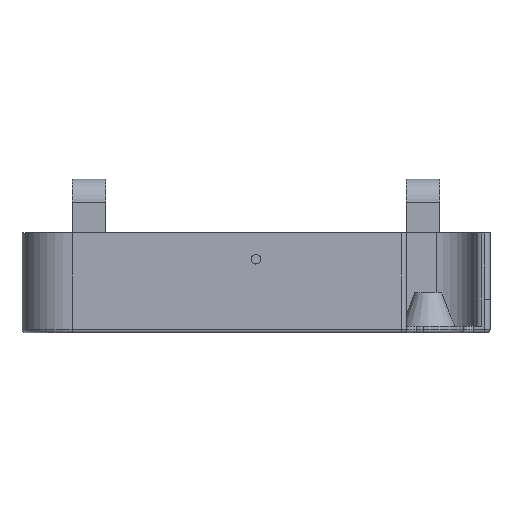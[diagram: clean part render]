
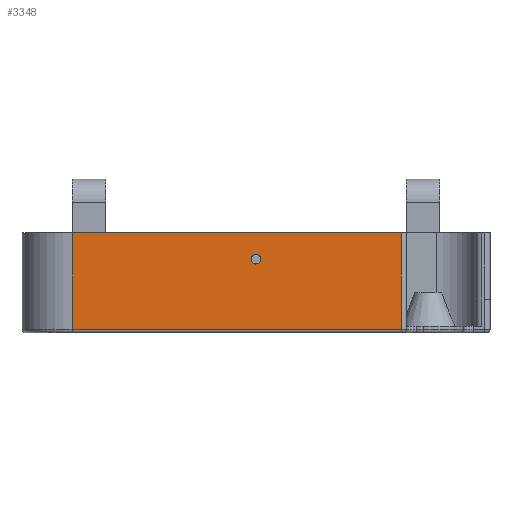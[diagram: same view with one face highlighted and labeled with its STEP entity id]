
A CAD part, left-side view. The second image highlights one B-rep face of the part: STEP entity #3348.
In plain terms, the highlighted planar face has unit normal (-1, 0, 0).
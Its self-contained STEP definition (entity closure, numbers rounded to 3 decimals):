
#782 = PLANE('',#783);
#783 = AXIS2_PLACEMENT_3D('',#784,#785,#786);
#784 = CARTESIAN_POINT('',(-55.,-70.,30.));
#785 = DIRECTION('',(0.,0.,1.));
#786 = DIRECTION('',(1.,0.,0.));
#915 = CYLINDRICAL_SURFACE('',#916,1.);
#916 = AXIS2_PLACEMENT_3D('',#917,#918,#919);
#917 = CARTESIAN_POINT('',(-54.,-45.,1.));
#918 = DIRECTION('',(0.,1.,0.));
#919 = DIRECTION('',(-1.,0.,0.));
#1914 = EDGE_CURVE('',#1915,#1917,#1919,.T.);
#1915 = VERTEX_POINT('',#1916);
#1916 = CARTESIAN_POINT('',(-55.,-43.5,30.));
#1917 = VERTEX_POINT('',#1918);
#1918 = CARTESIAN_POINT('',(-55.,55.,30.));
#1919 = SURFACE_CURVE('',#1920,(#1924,#1931),.PCURVE_S1.);
#1920 = LINE('',#1921,#1922);
#1921 = CARTESIAN_POINT('',(-55.,-70.,30.));
#1922 = VECTOR('',#1923,1.);
#1923 = DIRECTION('',(0.,1.,0.));
#1924 = PCURVE('',#782,#1925);
#1925 = DEFINITIONAL_REPRESENTATION('',(#1926),#1930);
#1926 = LINE('',#1927,#1928);
#1927 = CARTESIAN_POINT('',(0.,0.));
#1928 = VECTOR('',#1929,1.);
#1929 = DIRECTION('',(0.,1.));
#1930 = ( GEOMETRIC_REPRESENTATION_CONTEXT(2) 
PARAMETRIC_REPRESENTATION_CONTEXT() REPRESENTATION_CONTEXT('2D SPACE',''
  ) );
#1931 = PCURVE('',#1932,#1937);
#1932 = PLANE('',#1933);
#1933 = AXIS2_PLACEMENT_3D('',#1934,#1935,#1936);
#1934 = CARTESIAN_POINT('',(-55.,-70.,0.));
#1935 = DIRECTION('',(1.,0.,0.));
#1936 = DIRECTION('',(0.,0.,1.));
#1937 = DEFINITIONAL_REPRESENTATION('',(#1938),#1942);
#1938 = LINE('',#1939,#1940);
#1939 = CARTESIAN_POINT('',(30.,0.));
#1940 = VECTOR('',#1941,1.);
#1941 = DIRECTION('',(0.,-1.));
#1942 = ( GEOMETRIC_REPRESENTATION_CONTEXT(2) 
PARAMETRIC_REPRESENTATION_CONTEXT() REPRESENTATION_CONTEXT('2D SPACE',''
  ) );
#1961 = CYLINDRICAL_SURFACE('',#1962,1.5);
#1962 = AXIS2_PLACEMENT_3D('',#1963,#1964,#1965);
#1963 = CARTESIAN_POINT('',(-53.5,-43.5,0.));
#1964 = DIRECTION('',(0.,0.,1.));
#1965 = DIRECTION('',(-1.,0.,0.));
#2403 = CYLINDRICAL_SURFACE('',#2404,15.);
#2404 = AXIS2_PLACEMENT_3D('',#2405,#2406,#2407);
#2405 = CARTESIAN_POINT('',(-40.,55.,0.));
#2406 = DIRECTION('',(0.,0.,1.));
#2407 = DIRECTION('',(-1.,0.,0.));
#2467 = VERTEX_POINT('',#2468);
#2468 = CARTESIAN_POINT('',(-55.,-43.5,1.));
#2490 = VERTEX_POINT('',#2491);
#2491 = CARTESIAN_POINT('',(-55.,55.,1.));
#2511 = EDGE_CURVE('',#2467,#2490,#2512,.T.);
#2512 = SURFACE_CURVE('',#2513,(#2517,#2524),.PCURVE_S1.);
#2513 = LINE('',#2514,#2515);
#2514 = CARTESIAN_POINT('',(-55.,-45.,1.));
#2515 = VECTOR('',#2516,1.);
#2516 = DIRECTION('',(0.,1.,0.));
#2517 = PCURVE('',#915,#2518);
#2518 = DEFINITIONAL_REPRESENTATION('',(#2519),#2523);
#2519 = LINE('',#2520,#2521);
#2520 = CARTESIAN_POINT('',(-0.,0.));
#2521 = VECTOR('',#2522,1.);
#2522 = DIRECTION('',(-0.,1.));
#2523 = ( GEOMETRIC_REPRESENTATION_CONTEXT(2) 
PARAMETRIC_REPRESENTATION_CONTEXT() REPRESENTATION_CONTEXT('2D SPACE',''
  ) );
#2524 = PCURVE('',#1932,#2525);
#2525 = DEFINITIONAL_REPRESENTATION('',(#2526),#2530);
#2526 = LINE('',#2527,#2528);
#2527 = CARTESIAN_POINT('',(1.,-25.));
#2528 = VECTOR('',#2529,1.);
#2529 = DIRECTION('',(0.,-1.));
#2530 = ( GEOMETRIC_REPRESENTATION_CONTEXT(2) 
PARAMETRIC_REPRESENTATION_CONTEXT() REPRESENTATION_CONTEXT('2D SPACE',''
  ) );
#3348 = ADVANCED_FACE('',(#3349,#3395),#1932,.F.);
#3349 = FACE_BOUND('',#3350,.F.);
#3350 = EDGE_LOOP('',(#3351,#3352,#3373,#3374));
#3351 = ORIENTED_EDGE('',*,*,#1914,.F.);
#3352 = ORIENTED_EDGE('',*,*,#3353,.F.);
#3353 = EDGE_CURVE('',#2467,#1915,#3354,.T.);
#3354 = SURFACE_CURVE('',#3355,(#3359,#3366),.PCURVE_S1.);
#3355 = LINE('',#3356,#3357);
#3356 = CARTESIAN_POINT('',(-55.,-43.5,0.));
#3357 = VECTOR('',#3358,1.);
#3358 = DIRECTION('',(0.,0.,1.));
#3359 = PCURVE('',#1932,#3360);
#3360 = DEFINITIONAL_REPRESENTATION('',(#3361),#3365);
#3361 = LINE('',#3362,#3363);
#3362 = CARTESIAN_POINT('',(0.,-26.5));
#3363 = VECTOR('',#3364,1.);
#3364 = DIRECTION('',(1.,0.));
#3365 = ( GEOMETRIC_REPRESENTATION_CONTEXT(2) 
PARAMETRIC_REPRESENTATION_CONTEXT() REPRESENTATION_CONTEXT('2D SPACE',''
  ) );
#3366 = PCURVE('',#1961,#3367);
#3367 = DEFINITIONAL_REPRESENTATION('',(#3368),#3372);
#3368 = LINE('',#3369,#3370);
#3369 = CARTESIAN_POINT('',(0.,0.));
#3370 = VECTOR('',#3371,1.);
#3371 = DIRECTION('',(0.,1.));
#3372 = ( GEOMETRIC_REPRESENTATION_CONTEXT(2) 
PARAMETRIC_REPRESENTATION_CONTEXT() REPRESENTATION_CONTEXT('2D SPACE',''
  ) );
#3373 = ORIENTED_EDGE('',*,*,#2511,.T.);
#3374 = ORIENTED_EDGE('',*,*,#3375,.T.);
#3375 = EDGE_CURVE('',#2490,#1917,#3376,.T.);
#3376 = SURFACE_CURVE('',#3377,(#3381,#3388),.PCURVE_S1.);
#3377 = LINE('',#3378,#3379);
#3378 = CARTESIAN_POINT('',(-55.,55.,0.));
#3379 = VECTOR('',#3380,1.);
#3380 = DIRECTION('',(0.,0.,1.));
#3381 = PCURVE('',#1932,#3382);
#3382 = DEFINITIONAL_REPRESENTATION('',(#3383),#3387);
#3383 = LINE('',#3384,#3385);
#3384 = CARTESIAN_POINT('',(0.,-125.));
#3385 = VECTOR('',#3386,1.);
#3386 = DIRECTION('',(1.,0.));
#3387 = ( GEOMETRIC_REPRESENTATION_CONTEXT(2) 
PARAMETRIC_REPRESENTATION_CONTEXT() REPRESENTATION_CONTEXT('2D SPACE',''
  ) );
#3388 = PCURVE('',#2403,#3389);
#3389 = DEFINITIONAL_REPRESENTATION('',(#3390),#3394);
#3390 = LINE('',#3391,#3392);
#3391 = CARTESIAN_POINT('',(-0.,0.));
#3392 = VECTOR('',#3393,1.);
#3393 = DIRECTION('',(-0.,1.));
#3394 = ( GEOMETRIC_REPRESENTATION_CONTEXT(2) 
PARAMETRIC_REPRESENTATION_CONTEXT() REPRESENTATION_CONTEXT('2D SPACE',''
  ) );
#3395 = FACE_BOUND('',#3396,.F.);
#3396 = EDGE_LOOP('',(#3397));
#3397 = ORIENTED_EDGE('',*,*,#3398,.T.);
#3398 = EDGE_CURVE('',#3399,#3399,#3401,.T.);
#3399 = VERTEX_POINT('',#3400);
#3400 = CARTESIAN_POINT('',(-55.,0.,23.4));
#3401 = SURFACE_CURVE('',#3402,(#3407,#3418),.PCURVE_S1.);
#3402 = CIRCLE('',#3403,1.4);
#3403 = AXIS2_PLACEMENT_3D('',#3404,#3405,#3406);
#3404 = CARTESIAN_POINT('',(-55.,0.,22.));
#3405 = DIRECTION('',(-1.,0.,0.));
#3406 = DIRECTION('',(0.,0.,1.));
#3407 = PCURVE('',#1932,#3408);
#3408 = DEFINITIONAL_REPRESENTATION('',(#3409),#3417);
#3409 = ( BOUNDED_CURVE() B_SPLINE_CURVE(2,(#3410,#3411,#3412,#3413,
#3414,#3415,#3416),.UNSPECIFIED.,.T.,.F.) B_SPLINE_CURVE_WITH_KNOTS((1,2
    ,2,2,2,1),(-2.094,0.,2.094,4.189,
6.283,8.378),.UNSPECIFIED.) CURVE() 
GEOMETRIC_REPRESENTATION_ITEM() RATIONAL_B_SPLINE_CURVE((1.,0.5,1.,0.5,
1.,0.5,1.)) REPRESENTATION_ITEM('') );
#3410 = CARTESIAN_POINT('',(23.4,-70.));
#3411 = CARTESIAN_POINT('',(23.4,-72.425));
#3412 = CARTESIAN_POINT('',(21.3,-71.212));
#3413 = CARTESIAN_POINT('',(19.2,-70.));
#3414 = CARTESIAN_POINT('',(21.3,-68.788));
#3415 = CARTESIAN_POINT('',(23.4,-67.575));
#3416 = CARTESIAN_POINT('',(23.4,-70.));
#3417 = ( GEOMETRIC_REPRESENTATION_CONTEXT(2) 
PARAMETRIC_REPRESENTATION_CONTEXT() REPRESENTATION_CONTEXT('2D SPACE',''
  ) );
#3418 = PCURVE('',#3419,#3424);
#3419 = CYLINDRICAL_SURFACE('',#3420,1.4);
#3420 = AXIS2_PLACEMENT_3D('',#3421,#3422,#3423);
#3421 = CARTESIAN_POINT('',(-42.,0.,22.));
#3422 = DIRECTION('',(-1.,0.,0.));
#3423 = DIRECTION('',(0.,0.,1.));
#3424 = DEFINITIONAL_REPRESENTATION('',(#3425),#3429);
#3425 = LINE('',#3426,#3427);
#3426 = CARTESIAN_POINT('',(0.,13.));
#3427 = VECTOR('',#3428,1.);
#3428 = DIRECTION('',(1.,0.));
#3429 = ( GEOMETRIC_REPRESENTATION_CONTEXT(2) 
PARAMETRIC_REPRESENTATION_CONTEXT() REPRESENTATION_CONTEXT('2D SPACE',''
  ) );
